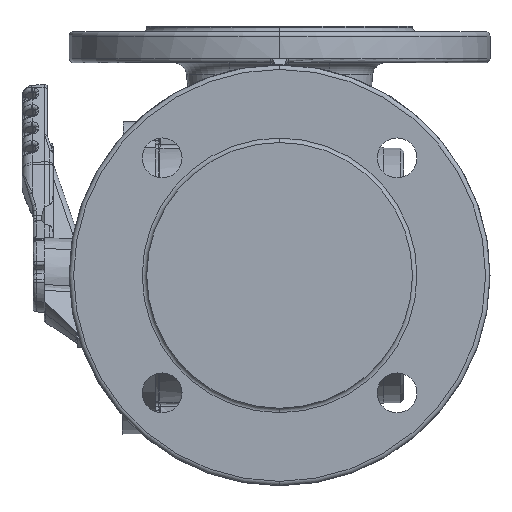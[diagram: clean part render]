
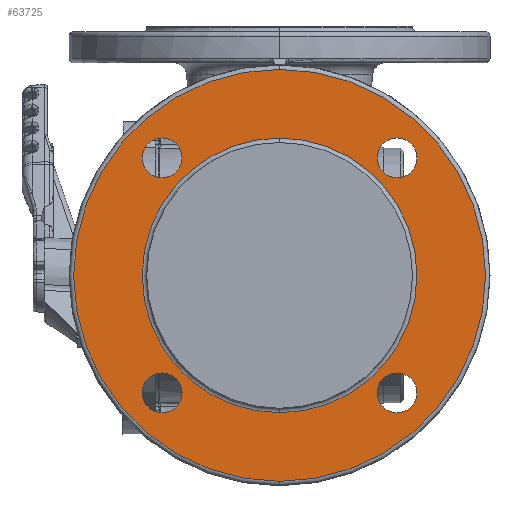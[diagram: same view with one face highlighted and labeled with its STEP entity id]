
A CAD part, left-side view. The second image highlights one B-rep face of the part: STEP entity #63725.
In plain terms, the highlighted planar face has unit normal (-1, 0, 0).
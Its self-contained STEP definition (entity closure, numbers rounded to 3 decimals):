
#1204=CARTESIAN_POINT('Axis2P3D Location',(-110.,0.,0.)) ;
#1208=CARTESIAN_POINT('Vertex',(-110.,0.,93.)) ;
#1210=CARTESIAN_POINT('Vertex',(-110.,0.,-93.)) ;
#1235=CARTESIAN_POINT('Axis2P3D Location',(-110.,0.,0.)) ;
#1239=CARTESIAN_POINT('Vertex',(-110.,0.,62.)) ;
#1241=CARTESIAN_POINT('Vertex',(-110.,0.,-62.)) ;
#2099=CARTESIAN_POINT('Vertex',(-110.,53.033,-62.033)) ;
#2102=CARTESIAN_POINT('Axis2P3D Location',(-110.,53.033,-53.033)) ;
#2106=CARTESIAN_POINT('Vertex',(-110.,53.033,-44.033)) ;
#2139=CARTESIAN_POINT('Vertex',(-110.,-53.033,-62.033)) ;
#2142=CARTESIAN_POINT('Axis2P3D Location',(-110.,-53.033,-53.033)) ;
#2146=CARTESIAN_POINT('Vertex',(-110.,-53.033,-44.033)) ;
#2179=CARTESIAN_POINT('Vertex',(-110.,-53.033,44.033)) ;
#2182=CARTESIAN_POINT('Axis2P3D Location',(-110.,-53.033,53.033)) ;
#2186=CARTESIAN_POINT('Vertex',(-110.,-53.033,62.033)) ;
#2219=CARTESIAN_POINT('Vertex',(-110.,53.033,44.033)) ;
#2222=CARTESIAN_POINT('Axis2P3D Location',(-110.,53.033,53.033)) ;
#2226=CARTESIAN_POINT('Vertex',(-110.,53.033,62.033)) ;
#54544=CARTESIAN_POINT('Axis2P3D Location',(-110.,53.033,53.033)) ;
#54561=CARTESIAN_POINT('Axis2P3D Location',(-110.,-53.033,53.033)) ;
#54578=CARTESIAN_POINT('Axis2P3D Location',(-110.,-53.033,-53.033)) ;
#54595=CARTESIAN_POINT('Axis2P3D Location',(-110.,53.033,-53.033)) ;
#63637=CARTESIAN_POINT('Axis2P3D Location',(-110.,0.,0.)) ;
#63654=CARTESIAN_POINT('Axis2P3D Location',(-110.,0.,0.)) ;
#63696=CARTESIAN_POINT('Axis2P3D Location',(-110.,0.,0.)) ;
#1205=DIRECTION('Axis2P3D Direction',(1.,0.,0.)) ;
#1236=DIRECTION('Axis2P3D Direction',(1.,0.,0.)) ;
#2103=DIRECTION('Axis2P3D Direction',(-1.,-0.,0.)) ;
#2143=DIRECTION('Axis2P3D Direction',(-1.,-0.,0.)) ;
#2183=DIRECTION('Axis2P3D Direction',(-1.,-0.,0.)) ;
#2223=DIRECTION('Axis2P3D Direction',(-1.,-0.,0.)) ;
#54545=DIRECTION('Axis2P3D Direction',(-1.,-0.,0.)) ;
#54562=DIRECTION('Axis2P3D Direction',(-1.,-0.,0.)) ;
#54579=DIRECTION('Axis2P3D Direction',(-1.,-0.,0.)) ;
#54596=DIRECTION('Axis2P3D Direction',(-1.,-0.,0.)) ;
#63638=DIRECTION('Axis2P3D Direction',(1.,0.,0.)) ;
#63655=DIRECTION('Axis2P3D Direction',(1.,0.,0.)) ;
#63697=DIRECTION('Axis2P3D Direction',(1.,-0.,0.)) ;
#63698=DIRECTION('Axis2P3D XDirection',(0.,0.,-1.)) ;
#1206=AXIS2_PLACEMENT_3D('Circle Axis2P3D',#1204,#1205,$) ;
#1237=AXIS2_PLACEMENT_3D('Circle Axis2P3D',#1235,#1236,$) ;
#2104=AXIS2_PLACEMENT_3D('Circle Axis2P3D',#2102,#2103,$) ;
#2144=AXIS2_PLACEMENT_3D('Circle Axis2P3D',#2142,#2143,$) ;
#2184=AXIS2_PLACEMENT_3D('Circle Axis2P3D',#2182,#2183,$) ;
#2224=AXIS2_PLACEMENT_3D('Circle Axis2P3D',#2222,#2223,$) ;
#54546=AXIS2_PLACEMENT_3D('Circle Axis2P3D',#54544,#54545,$) ;
#54563=AXIS2_PLACEMENT_3D('Circle Axis2P3D',#54561,#54562,$) ;
#54580=AXIS2_PLACEMENT_3D('Circle Axis2P3D',#54578,#54579,$) ;
#54597=AXIS2_PLACEMENT_3D('Circle Axis2P3D',#54595,#54596,$) ;
#63639=AXIS2_PLACEMENT_3D('Circle Axis2P3D',#63637,#63638,$) ;
#63656=AXIS2_PLACEMENT_3D('Circle Axis2P3D',#63654,#63655,$) ;
#63699=AXIS2_PLACEMENT_3D('Plane Axis2P3D',#63696,#63697,#63698) ;
#1207=CIRCLE('generated circle',#1206,93.) ;
#1238=CIRCLE('generated circle',#1237,62.) ;
#2105=CIRCLE('generated circle',#2104,9.) ;
#2145=CIRCLE('generated circle',#2144,9.) ;
#2185=CIRCLE('generated circle',#2184,9.) ;
#2225=CIRCLE('generated circle',#2224,9.) ;
#54547=CIRCLE('generated circle',#54546,9.) ;
#54564=CIRCLE('generated circle',#54563,9.) ;
#54581=CIRCLE('generated circle',#54580,9.) ;
#54598=CIRCLE('generated circle',#54597,9.) ;
#63640=CIRCLE('generated circle',#63639,62.) ;
#63657=CIRCLE('generated circle',#63656,93.) ;
#63700=PLANE('',#63699) ;
#63708=FACE_BOUND('',#63705,.T.) ;
#63712=FACE_BOUND('',#63709,.T.) ;
#63716=FACE_BOUND('',#63713,.T.) ;
#63720=FACE_BOUND('',#63717,.T.) ;
#63724=FACE_BOUND('',#63721,.T.) ;
#1212=EDGE_CURVE('',#1209,#1211,#1207,.F.) ;
#1243=EDGE_CURVE('',#1240,#1242,#1238,.T.) ;
#2108=EDGE_CURVE('',#2100,#2107,#2105,.T.) ;
#2148=EDGE_CURVE('',#2140,#2147,#2145,.T.) ;
#2188=EDGE_CURVE('',#2180,#2187,#2185,.T.) ;
#2228=EDGE_CURVE('',#2220,#2227,#2225,.T.) ;
#54548=EDGE_CURVE('',#2227,#2220,#54547,.T.) ;
#54565=EDGE_CURVE('',#2187,#2180,#54564,.T.) ;
#54582=EDGE_CURVE('',#2147,#2140,#54581,.T.) ;
#54599=EDGE_CURVE('',#2107,#2100,#54598,.T.) ;
#63641=EDGE_CURVE('',#1242,#1240,#63640,.T.) ;
#63658=EDGE_CURVE('',#1211,#1209,#63657,.F.) ;
#63702=ORIENTED_EDGE('',*,*,#63658,.T.) ;
#63703=ORIENTED_EDGE('',*,*,#1212,.T.) ;
#63706=ORIENTED_EDGE('',*,*,#54548,.F.) ;
#63707=ORIENTED_EDGE('',*,*,#2228,.F.) ;
#63710=ORIENTED_EDGE('',*,*,#54565,.F.) ;
#63711=ORIENTED_EDGE('',*,*,#2188,.F.) ;
#63714=ORIENTED_EDGE('',*,*,#54582,.F.) ;
#63715=ORIENTED_EDGE('',*,*,#2148,.F.) ;
#63718=ORIENTED_EDGE('',*,*,#54599,.F.) ;
#63719=ORIENTED_EDGE('',*,*,#2108,.F.) ;
#63722=ORIENTED_EDGE('',*,*,#63641,.T.) ;
#63723=ORIENTED_EDGE('',*,*,#1243,.T.) ;
#63701=EDGE_LOOP('',(#63702,#63703)) ;
#63705=EDGE_LOOP('',(#63706,#63707)) ;
#63709=EDGE_LOOP('',(#63710,#63711)) ;
#63713=EDGE_LOOP('',(#63714,#63715)) ;
#63717=EDGE_LOOP('',(#63718,#63719)) ;
#63721=EDGE_LOOP('',(#63722,#63723)) ;
#1209=VERTEX_POINT('',#1208) ;
#1211=VERTEX_POINT('',#1210) ;
#1240=VERTEX_POINT('',#1239) ;
#1242=VERTEX_POINT('',#1241) ;
#2100=VERTEX_POINT('',#2099) ;
#2107=VERTEX_POINT('',#2106) ;
#2140=VERTEX_POINT('',#2139) ;
#2147=VERTEX_POINT('',#2146) ;
#2180=VERTEX_POINT('',#2179) ;
#2187=VERTEX_POINT('',#2186) ;
#2220=VERTEX_POINT('',#2219) ;
#2227=VERTEX_POINT('',#2226) ;
#63725=ADVANCED_FACE('VDF3 DN80 - 612080 - 700700261 .1\\NONE',(#63704,#63708,#63712,#63716,#63720,#63724),#63700,.F.) ;
#63704=FACE_OUTER_BOUND('',#63701,.T.) ;
